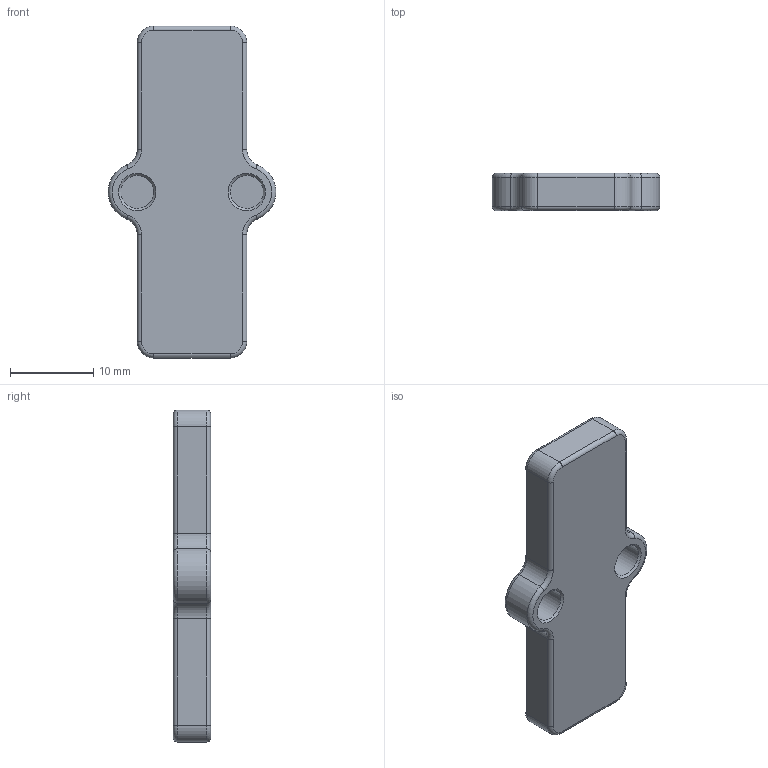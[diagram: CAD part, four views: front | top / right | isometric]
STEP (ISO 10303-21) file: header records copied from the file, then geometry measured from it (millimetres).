
FILE_DESCRIPTION(/* description */ (''),/* implementation_level */ '2;1');
FILE_NAME(/* name */ 'FuselageLock.stp',/* time_stamp */ '2023-11-15T18:37:36-06:00',/* author */ ('Eric'),/* organization */ (''),/* preprocessor_version */ 'ST-DEVELOPER v19',/* originating_system */ 'Autodesk Inventor 2023',/* authorisation */ '');
FILE_SCHEMA (('AUTOMOTIVE_DESIGN { 1 0 10303 214 3 1 1 }'));
Length unit declared in the file: millimetre
Products named in the file (1): FuselageLock
Bounding box: 20.2 x 4.5 x 40 mm (x, y, z)
Volume: 2453.9 mm3; surface area: 1644.4 mm2
Topology: 1 solids, 1 shells, 56 faces, 124 edges, 72 vertices
Faces by surface type: cylinder 24, torus 20, plane 10, cone 2
Full cylindrical faces by diameter (mm): 4 x2
Entity records: 1595 total; most frequent: DIRECTION 318, CARTESIAN_POINT 253, ORIENTED_EDGE 248, AXIS2_PLACEMENT_3D 137, EDGE_CURVE 124, CIRCLE 80, VERTEX_POINT 72, EDGE_LOOP 58
